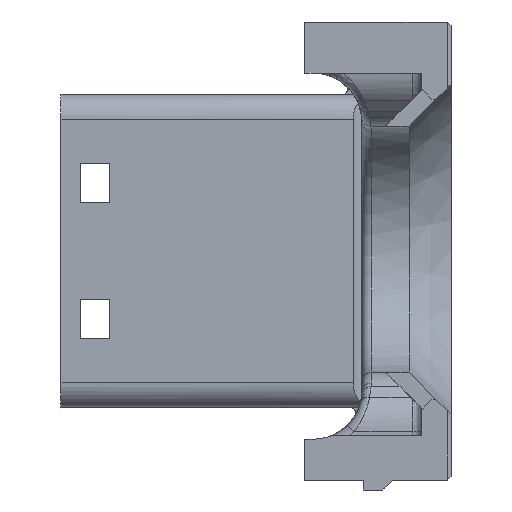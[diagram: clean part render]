
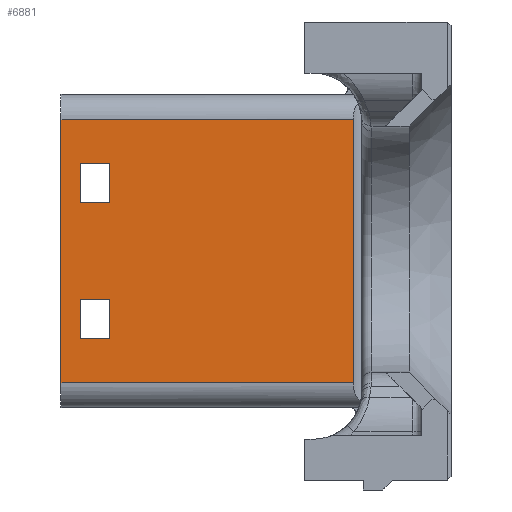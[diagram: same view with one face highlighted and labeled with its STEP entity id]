
A CAD part, left-side view. The second image highlights one B-rep face of the part: STEP entity #6881.
In plain terms, the highlighted planar face has unit normal (-1, 0, 0).
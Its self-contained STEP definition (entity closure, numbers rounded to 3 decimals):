
#49 = CARTESIAN_POINT ( 'NONE',  ( -112., 9.606, 38. ) ) ;
#94 = VECTOR ( 'NONE', #10436, 1000. ) ;
#162 = LINE ( 'NONE', #6944, #10509 ) ;
#239 = CARTESIAN_POINT ( 'NONE',  ( -112., 36.594, 40. ) ) ;
#354 = ORIENTED_EDGE ( 'NONE', *, *, #10646, .F. ) ;
#753 = DIRECTION ( 'NONE',  ( 0., 0., -1. ) ) ;
#1202 = CARTESIAN_POINT ( 'NONE',  ( -112., 14.1, 38. ) ) ;
#1667 = EDGE_LOOP ( 'NONE', ( #14929, #12524, #17990, #8565 ) ) ;
#1842 = CARTESIAN_POINT ( 'NONE',  ( -112., 36.594, 10.038 ) ) ;
#2021 = CARTESIAN_POINT ( 'NONE',  ( -112., 9.606, 35. ) ) ;
#2128 = VERTEX_POINT ( 'NONE', #15146 ) ;
#2498 = VECTOR ( 'NONE', #753, 1000. ) ;
#2519 = VECTOR ( 'NONE', #10551, 1000. ) ;
#2775 = EDGE_CURVE ( 'NONE', #7023, #4603, #18368, .T. ) ;
#2778 = CARTESIAN_POINT ( 'NONE',  ( -112., 32.1, 40. ) ) ;
#2997 = VERTEX_POINT ( 'NONE', #16490 ) ;
#3163 = ORIENTED_EDGE ( 'NONE', *, *, #13430, .F. ) ;
#3522 = ORIENTED_EDGE ( 'NONE', *, *, #9133, .F. ) ;
#3735 = LINE ( 'NONE', #10395, #2498 ) ;
#4256 = LINE ( 'NONE', #2778, #5301 ) ;
#4464 = CARTESIAN_POINT ( 'NONE',  ( -112., 28.1, 35. ) ) ;
#4603 = VERTEX_POINT ( 'NONE', #10235 ) ;
#4694 = DIRECTION ( 'NONE',  ( -1., 0., 0. ) ) ;
#4818 = VERTEX_POINT ( 'NONE', #11494 ) ;
#4905 = VECTOR ( 'NONE', #14693, 1000. ) ;
#4955 = VECTOR ( 'NONE', #5972, 1000. ) ;
#5301 = VECTOR ( 'NONE', #9903, 1000. ) ;
#5493 = DIRECTION ( 'NONE',  ( 0., -1., 0. ) ) ;
#5525 = CARTESIAN_POINT ( 'NONE',  ( -112., 9.606, 40. ) ) ;
#5551 = DIRECTION ( 'NONE',  ( 0., 0., -1. ) ) ;
#5812 = CARTESIAN_POINT ( 'NONE',  ( -112., 32.1, 35. ) ) ;
#5894 = PLANE ( 'NONE',  #8258 ) ;
#5972 = DIRECTION ( 'NONE',  ( 0., 1., 0. ) ) ;
#6083 = CARTESIAN_POINT ( 'NONE',  ( -112., 9.606, 40. ) ) ;
#6881 = ADVANCED_FACE ( 'NONE', ( #12840, #7465, #11632 ), #5894, .T. ) ;
#6944 = CARTESIAN_POINT ( 'NONE',  ( -112., 28.1, 40. ) ) ;
#7023 = VERTEX_POINT ( 'NONE', #1202 ) ;
#7310 = VECTOR ( 'NONE', #5551, 1000. ) ;
#7465 = FACE_BOUND ( 'NONE', #12311, .T. ) ;
#7716 = VERTEX_POINT ( 'NONE', #10173 ) ;
#8258 = AXIS2_PLACEMENT_3D ( 'NONE', #6083, #4694, #10335 ) ;
#8565 = ORIENTED_EDGE ( 'NONE', *, *, #16184, .T. ) ;
#8596 = DIRECTION ( 'NONE',  ( 0., 1., 0. ) ) ;
#8610 = DIRECTION ( 'NONE',  ( 0., 0., 1. ) ) ;
#8678 = CARTESIAN_POINT ( 'NONE',  ( -112., 9.606, 38. ) ) ;
#8857 = CARTESIAN_POINT ( 'NONE',  ( -112., 14.1, 40. ) ) ;
#9023 = CARTESIAN_POINT ( 'NONE',  ( -112., -0.4, 10.038 ) ) ;
#9133 = EDGE_CURVE ( 'NONE', #2997, #7023, #17522, .T. ) ;
#9641 = EDGE_CURVE ( 'NONE', #16250, #9644, #10956, .T. ) ;
#9644 = VERTEX_POINT ( 'NONE', #4464 ) ;
#9891 = LINE ( 'NONE', #239, #7310 ) ;
#9903 = DIRECTION ( 'NONE',  ( 0., 0., -1. ) ) ;
#10173 = CARTESIAN_POINT ( 'NONE',  ( -112., 32.1, 38. ) ) ;
#10235 = CARTESIAN_POINT ( 'NONE',  ( -112., 18.1, 38. ) ) ;
#10335 = DIRECTION ( 'NONE',  ( 0., 1., 0. ) ) ;
#10395 = CARTESIAN_POINT ( 'NONE',  ( -112., 18.1, 40. ) ) ;
#10434 = VECTOR ( 'NONE', #11273, 1000. ) ;
#10436 = DIRECTION ( 'NONE',  ( 0., 0., 1. ) ) ;
#10509 = VECTOR ( 'NONE', #8610, 1000. ) ;
#10551 = DIRECTION ( 'NONE',  ( 0., -1., 0. ) ) ;
#10635 = LINE ( 'NONE', #5525, #14875 ) ;
#10646 = EDGE_CURVE ( 'NONE', #11611, #7716, #13226, .T. ) ;
#10772 = EDGE_CURVE ( 'NONE', #17036, #4818, #10635, .T. ) ;
#10806 = VECTOR ( 'NONE', #8596, 1000. ) ;
#10956 = LINE ( 'NONE', #15239, #13139 ) ;
#11273 = DIRECTION ( 'NONE',  ( 0., 1., 0. ) ) ;
#11494 = CARTESIAN_POINT ( 'NONE',  ( -112., 9.606, 10.038 ) ) ;
#11611 = VERTEX_POINT ( 'NONE', #15405 ) ;
#11632 = FACE_OUTER_BOUND ( 'NONE', #1667, .T. ) ;
#11907 = CARTESIAN_POINT ( 'NONE',  ( -112., 9.606, 40. ) ) ;
#11993 = LINE ( 'NONE', #9023, #4905 ) ;
#12019 = VERTEX_POINT ( 'NONE', #1842 ) ;
#12311 = EDGE_LOOP ( 'NONE', ( #13174, #16852, #12440, #354 ) ) ;
#12440 = ORIENTED_EDGE ( 'NONE', *, *, #17633, .F. ) ;
#12467 = DIRECTION ( 'NONE',  ( 0., 0., -1. ) ) ;
#12524 = ORIENTED_EDGE ( 'NONE', *, *, #10772, .F. ) ;
#12600 = VERTEX_POINT ( 'NONE', #13368 ) ;
#12688 = EDGE_CURVE ( 'NONE', #4603, #12600, #3735, .T. ) ;
#12840 = FACE_BOUND ( 'NONE', #17011, .T. ) ;
#13139 = VECTOR ( 'NONE', #5493, 1000. ) ;
#13174 = ORIENTED_EDGE ( 'NONE', *, *, #13694, .F. ) ;
#13226 = LINE ( 'NONE', #8678, #10806 ) ;
#13338 = ORIENTED_EDGE ( 'NONE', *, *, #2775, .F. ) ;
#13368 = CARTESIAN_POINT ( 'NONE',  ( -112., 18.1, 35. ) ) ;
#13420 = LINE ( 'NONE', #2021, #2519 ) ;
#13430 = EDGE_CURVE ( 'NONE', #12600, #2997, #13420, .T. ) ;
#13572 = EDGE_CURVE ( 'NONE', #4818, #12019, #11993, .T. ) ;
#13694 = EDGE_CURVE ( 'NONE', #9644, #11611, #162, .T. ) ;
#14693 = DIRECTION ( 'NONE',  ( 0., 1., 0. ) ) ;
#14875 = VECTOR ( 'NONE', #12467, 1000. ) ;
#14929 = ORIENTED_EDGE ( 'NONE', *, *, #13572, .F. ) ;
#15146 = CARTESIAN_POINT ( 'NONE',  ( -112., 36.594, 40. ) ) ;
#15239 = CARTESIAN_POINT ( 'NONE',  ( -112., 9.606, 35. ) ) ;
#15405 = CARTESIAN_POINT ( 'NONE',  ( -112., 28.1, 38. ) ) ;
#16184 = EDGE_CURVE ( 'NONE', #2128, #12019, #9891, .T. ) ;
#16187 = ORIENTED_EDGE ( 'NONE', *, *, #12688, .F. ) ;
#16208 = CARTESIAN_POINT ( 'NONE',  ( -112., 9.606, 40. ) ) ;
#16250 = VERTEX_POINT ( 'NONE', #5812 ) ;
#16462 = EDGE_CURVE ( 'NONE', #17036, #2128, #17595, .T. ) ;
#16490 = CARTESIAN_POINT ( 'NONE',  ( -112., 14.1, 35. ) ) ;
#16852 = ORIENTED_EDGE ( 'NONE', *, *, #9641, .F. ) ;
#17011 = EDGE_LOOP ( 'NONE', ( #3522, #3163, #16187, #13338 ) ) ;
#17036 = VERTEX_POINT ( 'NONE', #16208 ) ;
#17522 = LINE ( 'NONE', #8857, #94 ) ;
#17595 = LINE ( 'NONE', #11907, #4955 ) ;
#17633 = EDGE_CURVE ( 'NONE', #7716, #16250, #4256, .T. ) ;
#17990 = ORIENTED_EDGE ( 'NONE', *, *, #16462, .T. ) ;
#18368 = LINE ( 'NONE', #49, #10434 ) ;
